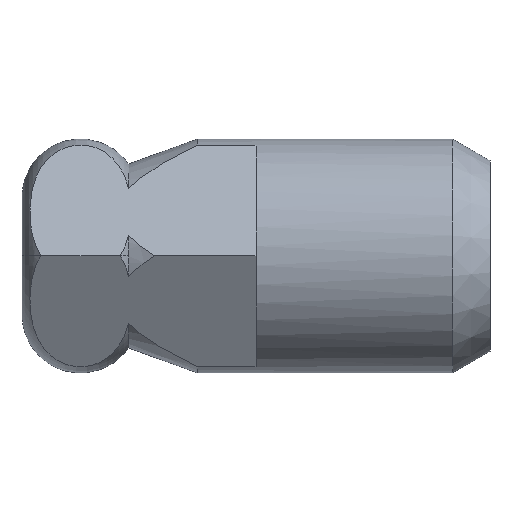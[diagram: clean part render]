
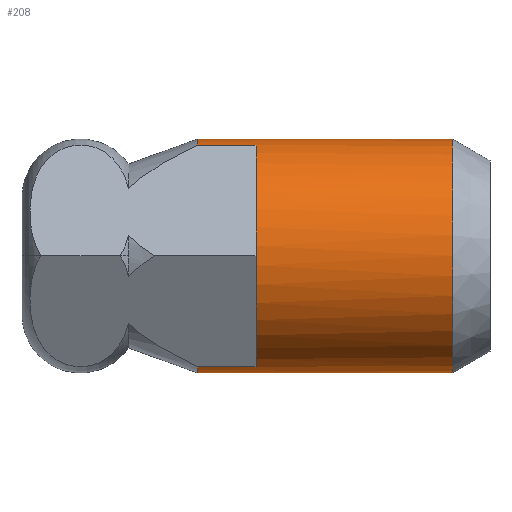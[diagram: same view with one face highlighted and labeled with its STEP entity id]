
A CAD part, top view. The second image highlights one B-rep face of the part: STEP entity #208.
In plain terms, the highlighted cylindrical face has radius 20 mm (diameter 40 mm), a partial arc.
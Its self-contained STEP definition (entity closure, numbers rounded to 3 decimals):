
#194=VERTEX_POINT('',#545);
#208=ADVANCED_FACE('',(#559),#560,.T.);
#218=VERTEX_POINT('',#572);
#222=VERTEX_POINT('',#576);
#276=VERTEX_POINT('',#636);
#318=EDGE_CURVE('',#368,#194,#683,.T.);
#328=EDGE_CURVE('',#194,#392,#696,.T.);
#332=EDGE_CURVE('',#222,#368,#701,.T.);
#346=EDGE_CURVE('',#276,#420,#718,.T.);
#368=VERTEX_POINT('',#742);
#392=VERTEX_POINT('',#767);
#420=VERTEX_POINT('',#797);
#432=EDGE_CURVE('',#420,#222,#810,.T.);
#452=EDGE_CURVE('',#276,#492,#832,.T.);
#462=EDGE_CURVE('',#218,#392,#844,.T.);
#482=EDGE_CURVE('',#492,#218,#865,.T.);
#492=VERTEX_POINT('',#875);
#545=CARTESIAN_POINT('',(-10.0,-18.948,6.4));
#559=FACE_OUTER_BOUND('',#948,.T.);
#560=CYLINDRICAL_SURFACE('',#949,20.0);
#572=CARTESIAN_POINT('',(33.6,-20.0,0.));
#576=CARTESIAN_POINT('',(0.0,18.948,6.4));
#636=CARTESIAN_POINT('',(-10.0,20.0,0.));
#683=LINE('',#1407,#1408);
#696=CIRCLE('',#1422,20.0);
#701=CIRCLE('',#1428,20.0);
#718=CIRCLE('',#1448,20.0);
#742=CARTESIAN_POINT('',(0.0,-18.948,6.4));
#767=CARTESIAN_POINT('',(-10.0,-20.0,0.));
#797=CARTESIAN_POINT('',(-10.0,18.948,6.4));
#810=LINE('',#1871,#1872);
#832=LINE('',#1911,#1912);
#844=LINE('',#2030,#2031);
#865=CIRCLE('',#2057,20.0);
#875=CARTESIAN_POINT('',(33.6,20.0,0.0));
#948=EDGE_LOOP('',(#2230,#2231,#2232,#2233,#2234,#2235,#2236,#2237));
#949=AXIS2_PLACEMENT_3D('',#2238,#2239,#2240);
#1407=CARTESIAN_POINT('',(-5.0,-18.948,6.4));
#1408=VECTOR('',#2374,1.0);
#1422=AXIS2_PLACEMENT_3D('',#2403,#2404,#2405);
#1428=AXIS2_PLACEMENT_3D('',#2414,#2415,#2416);
#1448=AXIS2_PLACEMENT_3D('',#2454,#2455,#2456);
#1871=CARTESIAN_POINT('',(-5.0,18.948,6.4));
#1872=VECTOR('',#2545,1.0);
#1911=CARTESIAN_POINT('',(16.8,20.0,0.));
#1912=VECTOR('',#2569,1.0);
#2030=CARTESIAN_POINT('',(16.8,-20.0,0.));
#2031=VECTOR('',#2589,1.0);
#2057=AXIS2_PLACEMENT_3D('',#2610,#2611,#2612);
#2230=ORIENTED_EDGE('',*,*,#452,.F.);
#2231=ORIENTED_EDGE('',*,*,#346,.T.);
#2232=ORIENTED_EDGE('',*,*,#432,.T.);
#2233=ORIENTED_EDGE('',*,*,#332,.T.);
#2234=ORIENTED_EDGE('',*,*,#318,.T.);
#2235=ORIENTED_EDGE('',*,*,#328,.T.);
#2236=ORIENTED_EDGE('',*,*,#462,.F.);
#2237=ORIENTED_EDGE('',*,*,#482,.F.);
#2238=CARTESIAN_POINT('',(16.8,0.0,0.0));
#2239=DIRECTION('',(-1.0,-0.0,-0.0));
#2240=DIRECTION('',(0.0,1.0,0.0));
#2374=DIRECTION('',(-1.0,-0.0,-0.0));
#2403=CARTESIAN_POINT('',(-10.0,0.0,0.0));
#2404=DIRECTION('',(1.0,0.0,0.0));
#2405=DIRECTION('',(0.0,1.0,0.0));
#2414=CARTESIAN_POINT('',(0.,0.0,0.0));
#2415=DIRECTION('',(1.0,0.0,0.0));
#2416=DIRECTION('',(0.0,1.0,0.0));
#2454=CARTESIAN_POINT('',(-10.0,0.0,0.0));
#2455=DIRECTION('',(1.0,0.0,0.0));
#2456=DIRECTION('',(0.0,1.0,0.0));
#2545=DIRECTION('',(1.0,0.0,0.0));
#2569=DIRECTION('',(1.0,0.0,0.0));
#2589=DIRECTION('',(-1.0,-0.0,-0.0));
#2610=CARTESIAN_POINT('',(33.6,0.0,0.0));
#2611=DIRECTION('',(1.0,0.0,0.0));
#2612=DIRECTION('',(0.0,1.0,0.0));
